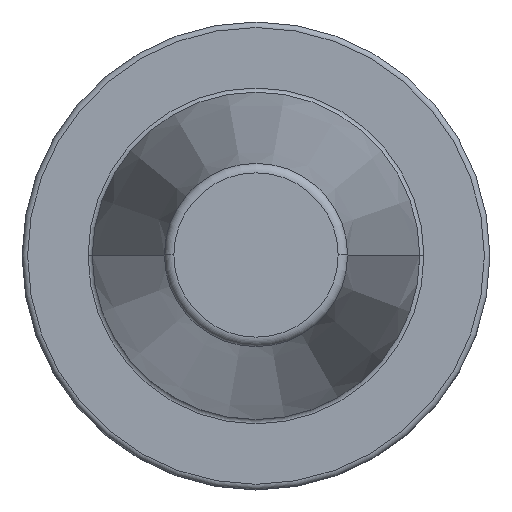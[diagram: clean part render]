
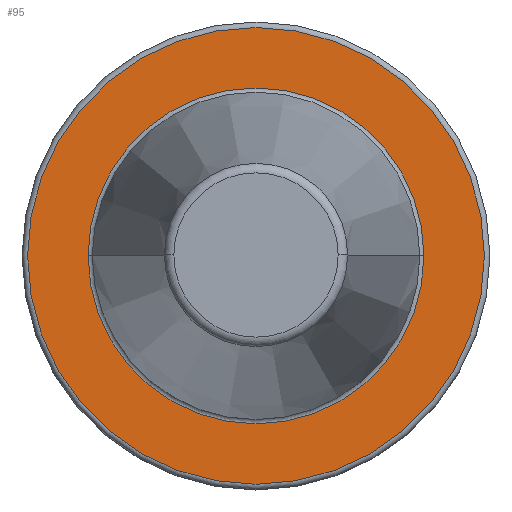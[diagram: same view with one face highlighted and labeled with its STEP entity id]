
A CAD part, top view. The second image highlights one B-rep face of the part: STEP entity #95.
In plain terms, the highlighted planar face has unit normal (0, 0, 1).
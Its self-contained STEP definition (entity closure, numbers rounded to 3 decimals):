
#38=PLANE('',#673);
#48=FACE_BOUND('',#184,.T.);
#49=FACE_BOUND('',#185,.T.);
#95=ADVANCED_FACE('',(#48,#49),#38,.F.);
#184=EDGE_LOOP('',(#341));
#185=EDGE_LOOP('',(#342,#343));
#212=CIRCLE('',#622,22.79);
#214=CIRCLE('',#625,22.79);
#243=CIRCLE('',#672,31.);
#341=ORIENTED_EDGE('',*,*,#512,.T.);
#342=ORIENTED_EDGE('',*,*,#466,.T.);
#343=ORIENTED_EDGE('',*,*,#468,.T.);
#417=VERTEX_POINT('',#946);
#420=VERTEX_POINT('',#951);
#448=VERTEX_POINT('',#1045);
#466=EDGE_CURVE('',#417,#420,#212,.T.);
#468=EDGE_CURVE('',#420,#417,#214,.T.);
#512=EDGE_CURVE('',#448,#448,#243,.T.);
#622=AXIS2_PLACEMENT_3D('',#952,#735,#736);
#625=AXIS2_PLACEMENT_3D('',#955,#741,#742);
#672=AXIS2_PLACEMENT_3D('',#1044,#850,#851);
#673=AXIS2_PLACEMENT_3D('',#1046,#852,#853);
#735=DIRECTION('',(0.,0.,-1.));
#736=DIRECTION('',(-1.,0.,0.));
#741=DIRECTION('',(0.,0.,-1.));
#742=DIRECTION('',(-1.,0.,0.));
#850=DIRECTION('',(0.,0.,1.));
#851=DIRECTION('',(-1.,0.,0.));
#852=DIRECTION('',(0.,0.,-1.));
#853=DIRECTION('',(1.,0.,0.));
#946=CARTESIAN_POINT('',(-22.79,0.,-3.2));
#951=CARTESIAN_POINT('',(22.79,0.,-3.2));
#952=CARTESIAN_POINT('',(0.,0.,-3.2));
#955=CARTESIAN_POINT('',(0.,0.,-3.2));
#1044=CARTESIAN_POINT('',(0.,0.,-3.2));
#1045=CARTESIAN_POINT('',(-31.,0.,-3.2));
#1046=CARTESIAN_POINT('',(0.,22.79,-3.2));
